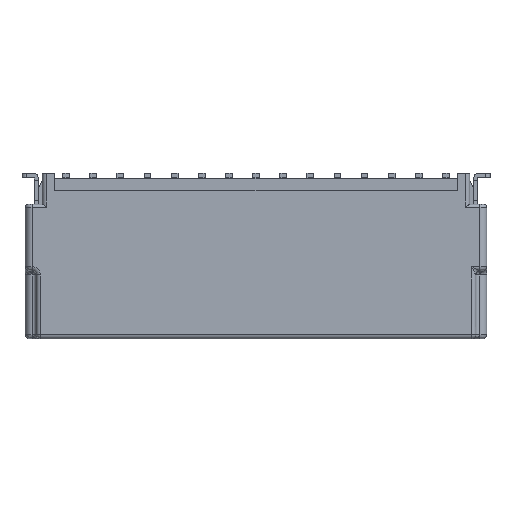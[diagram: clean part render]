
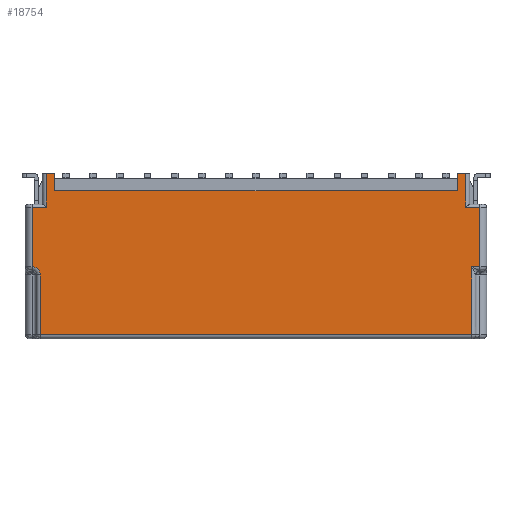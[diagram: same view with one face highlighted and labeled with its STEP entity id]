
A CAD part, front view. The second image highlights one B-rep face of the part: STEP entity #18754.
In plain terms, the highlighted planar face has unit normal (0, -1, 0).
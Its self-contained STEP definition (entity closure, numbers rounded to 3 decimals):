
#146=CARTESIAN_POINT('',(15.9,-3.55,-4.1));
#167=DIRECTION('',(0.,0.,1.));
#168=VECTOR('',#167,5.);
#169=CARTESIAN_POINT('',(15.9,-3.55,-9.1));
#170=LINE('',#169,#168);
#189=DIRECTION('',(1.,0.,0.));
#190=VECTOR('',#189,0.6);
#191=CARTESIAN_POINT('',(15.9,-3.55,-4.1));
#192=LINE('',#191,#190);
#193=CARTESIAN_POINT('',(-16.5,-3.55,-4.7));
#194=DIRECTION('',(0.,-1.,0.));
#195=DIRECTION('',(1.,0.,0.));
#196=AXIS2_PLACEMENT_3D('',#193,#194,#195);
#198=DIRECTION('',(1.,0.,0.));
#199=VECTOR('',#198,0.6);
#200=CARTESIAN_POINT('',(-15.45,-3.55,2.8));
#201=LINE('',#200,#199);
#202=DIRECTION('',(1.,0.,0.));
#203=VECTOR('',#202,29.7);
#204=CARTESIAN_POINT('',(-14.85,-3.55,1.5));
#205=LINE('',#204,#203);
#206=DIRECTION('',(0.,0.,1.));
#207=VECTOR('',#206,1.3);
#208=CARTESIAN_POINT('',(14.85,-3.55,1.5));
#209=LINE('',#208,#207);
#210=DIRECTION('',(1.,0.,0.));
#211=VECTOR('',#210,0.6);
#212=CARTESIAN_POINT('',(14.85,-3.55,2.8));
#213=LINE('',#212,#211);
#214=DIRECTION('',(0.,0.,-1.));
#215=VECTOR('',#214,4.4);
#216=CARTESIAN_POINT('',(-15.9,-3.55,-4.7));
#217=LINE('',#216,#215);
#4029=DIRECTION('',(0.,0.,1.));
#4030=VECTOR('',#4029,2.5);
#4031=CARTESIAN_POINT('',(15.45,-3.55,0.3));
#4032=LINE('',#4031,#4030);
#4092=DIRECTION('',(-1.,0.,0.));
#4093=VECTOR('',#4092,1.05);
#4094=CARTESIAN_POINT('',(16.5,-3.55,0.3));
#4095=LINE('',#4094,#4093);
#4115=DIRECTION('',(0.,0.,1.));
#4116=VECTOR('',#4115,4.4);
#4117=CARTESIAN_POINT('',(16.5,-3.55,-4.1));
#4118=LINE('',#4117,#4116);
#5500=DIRECTION('',(0.,0.,-1.));
#5501=VECTOR('',#5500,2.5);
#5502=CARTESIAN_POINT('',(-15.45,-3.55,2.8));
#5503=LINE('',#5502,#5501);
#5645=DIRECTION('',(0.,0.,1.));
#5646=VECTOR('',#5645,1.3);
#5647=CARTESIAN_POINT('',(-14.85,-3.55,1.5));
#5648=LINE('',#5647,#5646);
#6792=DIRECTION('',(-1.,0.,0.));
#6793=VECTOR('',#6792,1.05);
#6794=CARTESIAN_POINT('',(-15.45,-3.55,0.3));
#6795=LINE('',#6794,#6793);
#6837=DIRECTION('',(0.,0.,-1.));
#6838=VECTOR('',#6837,4.4);
#6839=CARTESIAN_POINT('',(-16.5,-3.55,0.3));
#6840=LINE('',#6839,#6838);
#14368=DIRECTION('',(1.,0.,0.));
#14369=VECTOR('',#14368,31.8);
#14370=CARTESIAN_POINT('',(-15.9,-3.55,-9.1));
#14371=LINE('',#14370,#14369);
#14606=VERTEX_POINT('',#146);
#14607=CARTESIAN_POINT('',(15.9,-3.55,-9.1));
#14608=VERTEX_POINT('',#14607);
#14610=CARTESIAN_POINT('',(16.5,-3.55,-4.1));
#14611=VERTEX_POINT('',#14610);
#14612=CARTESIAN_POINT('',(-15.9,-3.55,-4.7));
#14613=CARTESIAN_POINT('',(-15.9,-3.55,-9.1));
#14614=VERTEX_POINT('',#14612);
#14615=VERTEX_POINT('',#14613);
#14616=CARTESIAN_POINT('',(-16.5,-3.55,-4.1));
#14617=VERTEX_POINT('',#14616);
#14618=CARTESIAN_POINT('',(-16.5,-3.55,0.3));
#14619=VERTEX_POINT('',#14618);
#14620=CARTESIAN_POINT('',(-15.45,-3.55,0.3));
#14621=VERTEX_POINT('',#14620);
#14622=CARTESIAN_POINT('',(-15.45,-3.55,2.8));
#14623=VERTEX_POINT('',#14622);
#14624=CARTESIAN_POINT('',(-14.85,-3.55,2.8));
#14625=VERTEX_POINT('',#14624);
#14626=CARTESIAN_POINT('',(-14.85,-3.55,1.5));
#14627=VERTEX_POINT('',#14626);
#14628=CARTESIAN_POINT('',(14.85,-3.55,1.5));
#14629=VERTEX_POINT('',#14628);
#14630=CARTESIAN_POINT('',(14.85,-3.55,2.8));
#14631=VERTEX_POINT('',#14630);
#14632=CARTESIAN_POINT('',(15.45,-3.55,2.8));
#14633=VERTEX_POINT('',#14632);
#14634=CARTESIAN_POINT('',(15.45,-3.55,0.3));
#14635=VERTEX_POINT('',#14634);
#14636=CARTESIAN_POINT('',(16.5,-3.55,0.3));
#14637=VERTEX_POINT('',#14636);
#18717=CARTESIAN_POINT('',(-16.05,-3.55,0.));
#18718=DIRECTION('',(0.,-1.,0.));
#18719=DIRECTION('',(1.,0.,0.));
#18720=AXIS2_PLACEMENT_3D('',#18717,#18718,#18719);
#18721=PLANE('',#18720);
#18723=ORIENTED_EDGE('',*,*,#18722,.F.);
#18725=ORIENTED_EDGE('',*,*,#18724,.T.);
#18727=ORIENTED_EDGE('',*,*,#18726,.F.);
#18729=ORIENTED_EDGE('',*,*,#18728,.F.);
#18731=ORIENTED_EDGE('',*,*,#18730,.F.);
#18733=ORIENTED_EDGE('',*,*,#18732,.T.);
#18735=ORIENTED_EDGE('',*,*,#18734,.F.);
#18737=ORIENTED_EDGE('',*,*,#18736,.T.);
#18739=ORIENTED_EDGE('',*,*,#18738,.T.);
#18741=ORIENTED_EDGE('',*,*,#18740,.T.);
#18743=ORIENTED_EDGE('',*,*,#18742,.F.);
#18745=ORIENTED_EDGE('',*,*,#18744,.F.);
#18747=ORIENTED_EDGE('',*,*,#18746,.F.);
#18748=ORIENTED_EDGE('',*,*,#18710,.F.);
#18749=ORIENTED_EDGE('',*,*,#18634,.F.);
#18751=ORIENTED_EDGE('',*,*,#18750,.F.);
#18752=EDGE_LOOP('',(#18723,#18725,#18727,#18729,#18731,#18733,#18735,#18737,
#18739,#18741,#18743,#18745,#18747,#18748,#18749,#18751));
#18753=FACE_OUTER_BOUND('',#18752,.F.);
#18754=ADVANCED_FACE('',(#18753),#18721,.T.);
#197=CIRCLE('',#196,0.6);
#18634=EDGE_CURVE('',#14608,#14606,#170,.T.);
#18710=EDGE_CURVE('',#14606,#14611,#192,.T.);
#18722=EDGE_CURVE('',#14614,#14615,#217,.T.);
#18724=EDGE_CURVE('',#14614,#14617,#197,.T.);
#18726=EDGE_CURVE('',#14619,#14617,#6840,.T.);
#18728=EDGE_CURVE('',#14621,#14619,#6795,.T.);
#18730=EDGE_CURVE('',#14623,#14621,#5503,.T.);
#18732=EDGE_CURVE('',#14623,#14625,#201,.T.);
#18734=EDGE_CURVE('',#14627,#14625,#5648,.T.);
#18736=EDGE_CURVE('',#14627,#14629,#205,.T.);
#18738=EDGE_CURVE('',#14629,#14631,#209,.T.);
#18740=EDGE_CURVE('',#14631,#14633,#213,.T.);
#18742=EDGE_CURVE('',#14635,#14633,#4032,.T.);
#18744=EDGE_CURVE('',#14637,#14635,#4095,.T.);
#18746=EDGE_CURVE('',#14611,#14637,#4118,.T.);
#18750=EDGE_CURVE('',#14615,#14608,#14371,.T.);
